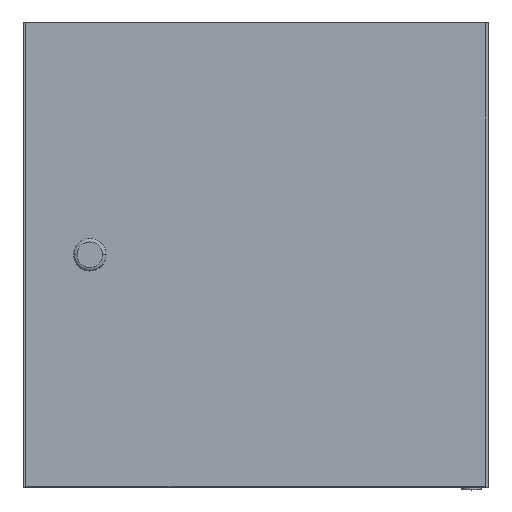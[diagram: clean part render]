
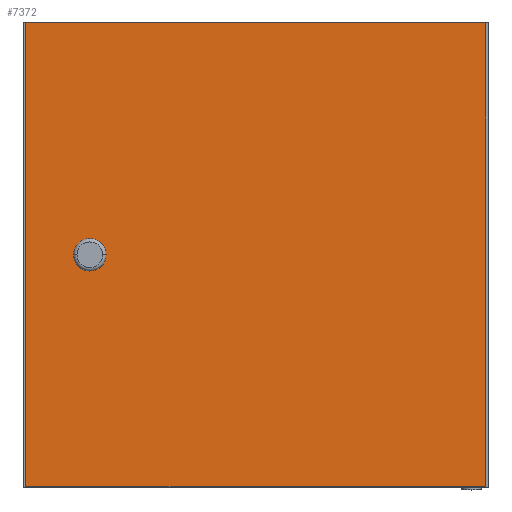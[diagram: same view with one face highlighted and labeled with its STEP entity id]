
A CAD part, top view. The second image highlights one B-rep face of the part: STEP entity #7372.
In plain terms, the highlighted face is planar.
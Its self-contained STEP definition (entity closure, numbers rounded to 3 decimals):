
#208 = ORIENTED_EDGE ( 'NONE', *, *, #448, .F. ) ;
#448 = EDGE_CURVE ( 'NONE', #4855, #1088, #7035, .T. ) ;
#619 = CARTESIAN_POINT ( 'NONE',  ( 197.5, 199.25, 0. ) ) ;
#865 = CARTESIAN_POINT ( 'NONE',  ( 197.5, -199.25, 0. ) ) ;
#915 = VERTEX_POINT ( 'NONE', #5563 ) ;
#924 = CARTESIAN_POINT ( 'NONE',  ( -197.5, 199.25, 0. ) ) ;
#1072 = DIRECTION ( 'NONE',  ( 0., 0., -1. ) ) ;
#1088 = VERTEX_POINT ( 'NONE', #619 ) ;
#1643 = VERTEX_POINT ( 'NONE', #8701 ) ;
#1660 = DIRECTION ( 'NONE',  ( 0., -1., 0. ) ) ;
#1762 = CIRCLE ( 'NONE', #9417, 14. ) ;
#1881 = CIRCLE ( 'NONE', #8443, 14. ) ;
#2003 = FACE_OUTER_BOUND ( 'NONE', #8463, .T. ) ;
#2376 = EDGE_CURVE ( 'NONE', #1643, #9108, #1881, .T. ) ;
#2597 = LINE ( 'NONE', #924, #3174 ) ;
#3168 = CARTESIAN_POINT ( 'NONE',  ( 197.5, -199.25, 0. ) ) ;
#3174 = VECTOR ( 'NONE', #1660, 1000. ) ;
#3197 = AXIS2_PLACEMENT_3D ( 'NONE', #8599, #1072, #8696 ) ;
#3372 = DIRECTION ( 'NONE',  ( -1., 0., 0. ) ) ;
#3529 = DIRECTION ( 'NONE',  ( -1., 0., 0. ) ) ;
#3892 = DIRECTION ( 'NONE',  ( 0., 0., -1. ) ) ;
#4045 = EDGE_LOOP ( 'NONE', ( #7255, #9383 ) ) ;
#4347 = EDGE_CURVE ( 'NONE', #9108, #1643, #1762, .T. ) ;
#4368 = EDGE_CURVE ( 'NONE', #8504, #915, #2597, .T. ) ;
#4585 = LINE ( 'NONE', #865, #5979 ) ;
#4648 = EDGE_CURVE ( 'NONE', #915, #4855, #4585, .T. ) ;
#4831 = CARTESIAN_POINT ( 'NONE',  ( 142.5, 0., 0. ) ) ;
#4855 = VERTEX_POINT ( 'NONE', #3168 ) ;
#5563 = CARTESIAN_POINT ( 'NONE',  ( -197.5, -199.25, 0. ) ) ;
#5570 = PLANE ( 'NONE',  #3197 ) ;
#5601 = ORIENTED_EDGE ( 'NONE', *, *, #6915, .F. ) ;
#5614 = FACE_BOUND ( 'NONE', #4045, .T. ) ;
#5675 = VECTOR ( 'NONE', #3529, 1000. ) ;
#5979 = VECTOR ( 'NONE', #7464, 1000. ) ;
#6249 = CARTESIAN_POINT ( 'NONE',  ( 197.5, 199.25, 0. ) ) ;
#6294 = DIRECTION ( 'NONE',  ( 0., 0., -1. ) ) ;
#6319 = ORIENTED_EDGE ( 'NONE', *, *, #4648, .F. ) ;
#6411 = ORIENTED_EDGE ( 'NONE', *, *, #4368, .F. ) ;
#6737 = CARTESIAN_POINT ( 'NONE',  ( 128.5, 0., 0. ) ) ;
#6915 = EDGE_CURVE ( 'NONE', #1088, #8504, #7239, .T. ) ;
#7035 = LINE ( 'NONE', #6249, #8442 ) ;
#7099 = CARTESIAN_POINT ( 'NONE',  ( -197.5, 199.25, 0. ) ) ;
#7239 = LINE ( 'NONE', #9399, #5675 ) ;
#7255 = ORIENTED_EDGE ( 'NONE', *, *, #2376, .F. ) ;
#7372 = ADVANCED_FACE ( 'NONE', ( #5614, #2003 ), #5570, .T. ) ;
#7464 = DIRECTION ( 'NONE',  ( 1., 0., 0. ) ) ;
#7873 = DIRECTION ( 'NONE',  ( 0., 1., 0. ) ) ;
#8293 = CARTESIAN_POINT ( 'NONE',  ( 142.5, 0., 0. ) ) ;
#8442 = VECTOR ( 'NONE', #7873, 1000. ) ;
#8443 = AXIS2_PLACEMENT_3D ( 'NONE', #8293, #3892, #9083 ) ;
#8463 = EDGE_LOOP ( 'NONE', ( #6411, #5601, #208, #6319 ) ) ;
#8504 = VERTEX_POINT ( 'NONE', #7099 ) ;
#8599 = CARTESIAN_POINT ( 'NONE',  ( 0., 0., 0. ) ) ;
#8696 = DIRECTION ( 'NONE',  ( -1., 0., 0. ) ) ;
#8701 = CARTESIAN_POINT ( 'NONE',  ( 156.5, 0., 0. ) ) ;
#9083 = DIRECTION ( 'NONE',  ( -1., 0., 0. ) ) ;
#9108 = VERTEX_POINT ( 'NONE', #6737 ) ;
#9383 = ORIENTED_EDGE ( 'NONE', *, *, #4347, .F. ) ;
#9399 = CARTESIAN_POINT ( 'NONE',  ( 197.5, 199.25, 0. ) ) ;
#9417 = AXIS2_PLACEMENT_3D ( 'NONE', #4831, #6294, #3372 ) ;
